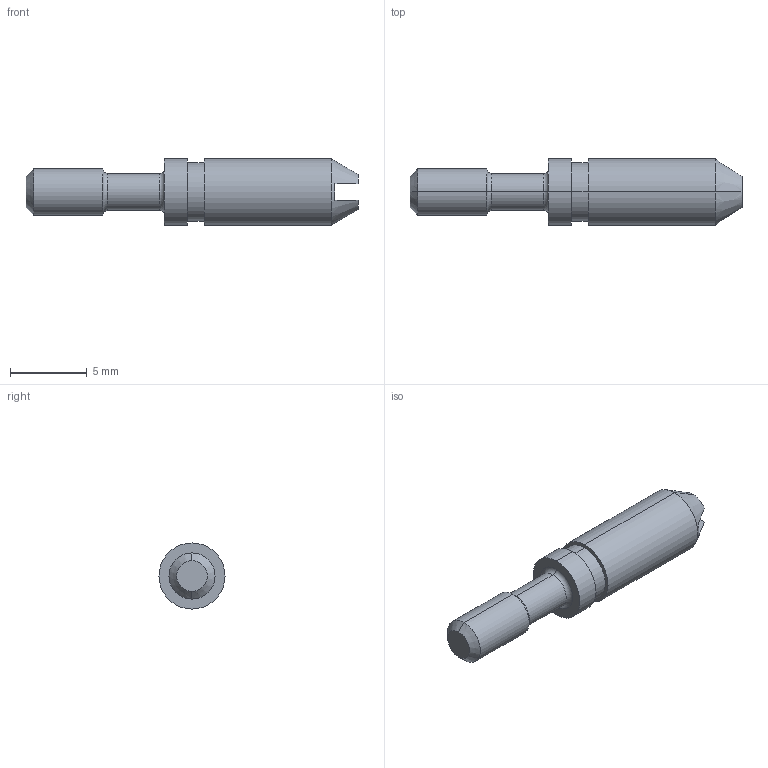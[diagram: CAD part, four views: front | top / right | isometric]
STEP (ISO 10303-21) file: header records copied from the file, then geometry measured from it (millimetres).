
FILE_DESCRIPTION (( 'STEP AP203' ), '1' );
FILE_NAME ('MGPIN-M3_S.STP', '2017-08-21T04:48:07', ( '微软用户' ), ( '微软中国' ), 'SwSTEP 2.0', 'SolidWorks 2012', '' );
FILE_SCHEMA (( 'CONFIG_CONTROL_DESIGN' ));
Length unit declared in the file: millimetre
Products named in the file (1): MGPIN-M3_S
Bounding box: 21.6 x 4.3 x 4.3 mm (x, y, z)
Volume: 217.2 mm3; surface area: 275.2 mm2
Topology: 1 solids, 1 shells, 27 faces, 56 edges, 34 vertices
Faces by surface type: cylinder 10, plane 9, torus 4, cone 4
Entity records: 805 total; most frequent: DIRECTION 142, CARTESIAN_POINT 130, ORIENTED_EDGE 112, AXIS2_PLACEMENT_3D 62, EDGE_CURVE 56, VERTEX_POINT 34, CIRCLE 34, EDGE_LOOP 30
